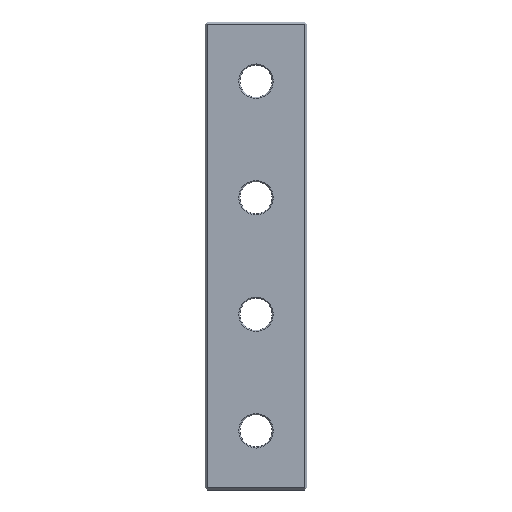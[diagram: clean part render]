
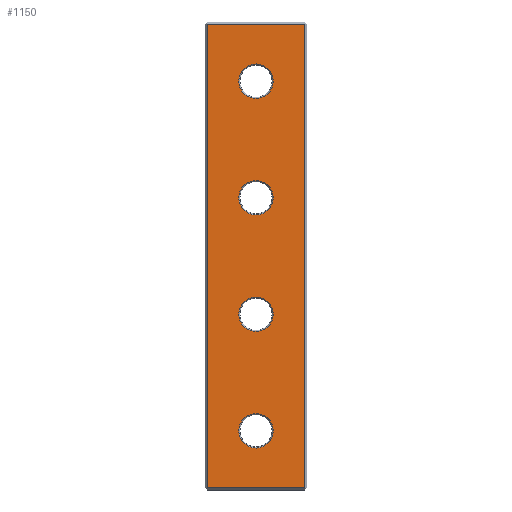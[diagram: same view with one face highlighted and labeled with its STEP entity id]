
A CAD part, front view. The second image highlights one B-rep face of the part: STEP entity #1150.
In plain terms, the highlighted planar face has unit normal (0, -1, 0).
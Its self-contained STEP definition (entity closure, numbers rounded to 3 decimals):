
#16 = CARTESIAN_POINT ( 'NONE',  ( 0., 0., -12.7 ) ) ;
#25 = VECTOR ( 'NONE', #251, 1000. ) ;
#58 = ORIENTED_EDGE ( 'NONE', *, *, #320, .T. ) ;
#67 = CARTESIAN_POINT ( 'NONE',  ( 0., 0., 38.1 ) ) ;
#77 = CARTESIAN_POINT ( 'NONE',  ( 0., 0., -34.35 ) ) ;
#85 = FACE_OUTER_BOUND ( 'NONE', #194, .T. ) ;
#97 = CIRCLE ( 'NONE', #339, 3.75 ) ;
#104 = VERTEX_POINT ( 'NONE', #238 ) ;
#140 = ORIENTED_EDGE ( 'NONE', *, *, #304, .T. ) ;
#160 = CIRCLE ( 'NONE', #813, 3.75 ) ;
#175 = CARTESIAN_POINT ( 'NONE',  ( -11.113, 0., -50.5 ) ) ;
#179 = DIRECTION ( 'NONE',  ( 1., 0., 0. ) ) ;
#194 = EDGE_LOOP ( 'NONE', ( #893, #269, #140, #757 ) ) ;
#203 = CIRCLE ( 'NONE', #990, 3.75 ) ;
#204 = DIRECTION ( 'NONE',  ( 0., 1., 0. ) ) ;
#218 = EDGE_CURVE ( 'NONE', #412, #957, #1322, .T. ) ;
#229 = EDGE_CURVE ( 'NONE', #537, #104, #1163, .T. ) ;
#236 = CARTESIAN_POINT ( 'NONE',  ( 0., 0., 16.45 ) ) ;
#237 = EDGE_CURVE ( 'NONE', #366, #1210, #928, .T. ) ;
#238 = CARTESIAN_POINT ( 'NONE',  ( 0., 0., 8.95 ) ) ;
#251 = DIRECTION ( 'NONE',  ( 0., 0., -1. ) ) ;
#256 = EDGE_CURVE ( 'NONE', #1262, #1240, #1272, .T. ) ;
#263 = CIRCLE ( 'NONE', #1166, 3.75 ) ;
#264 = EDGE_LOOP ( 'NONE', ( #328, #467 ) ) ;
#267 = DIRECTION ( 'NONE',  ( 0., 0., 1. ) ) ;
#269 = ORIENTED_EDGE ( 'NONE', *, *, #624, .T. ) ;
#275 = CARTESIAN_POINT ( 'NONE',  ( 0., 0., -8.95 ) ) ;
#286 = FACE_BOUND ( 'NONE', #492, .T. ) ;
#300 = VERTEX_POINT ( 'NONE', #275 ) ;
#304 = EDGE_CURVE ( 'NONE', #796, #412, #1122, .T. ) ;
#320 = EDGE_CURVE ( 'NONE', #599, #300, #495, .T. ) ;
#328 = ORIENTED_EDGE ( 'NONE', *, *, #732, .T. ) ;
#339 = AXIS2_PLACEMENT_3D ( 'NONE', #719, #1046, #941 ) ;
#344 = CARTESIAN_POINT ( 'NONE',  ( 0., 0., -16.45 ) ) ;
#353 = CARTESIAN_POINT ( 'NONE',  ( -10.613, 0., 51. ) ) ;
#366 = VERTEX_POINT ( 'NONE', #77 ) ;
#369 = DIRECTION ( 'NONE',  ( 0., 0., 1. ) ) ;
#382 = DIRECTION ( 'NONE',  ( 0., 1., 0. ) ) ;
#402 = DIRECTION ( 'NONE',  ( 0., 1., 0. ) ) ;
#412 = VERTEX_POINT ( 'NONE', #618 ) ;
#421 = CARTESIAN_POINT ( 'NONE',  ( 0., 0., 34.35 ) ) ;
#443 = CARTESIAN_POINT ( 'NONE',  ( 0., 0., -41.85 ) ) ;
#453 = AXIS2_PLACEMENT_3D ( 'NONE', #67, #1329, #1135 ) ;
#467 = ORIENTED_EDGE ( 'NONE', *, *, #237, .T. ) ;
#492 = EDGE_LOOP ( 'NONE', ( #58, #1364 ) ) ;
#494 = DIRECTION ( 'NONE',  ( 0., 0., 1. ) ) ;
#495 = CIRCLE ( 'NONE', #685, 3.75 ) ;
#504 = PLANE ( 'NONE',  #1192 ) ;
#524 = CARTESIAN_POINT ( 'NONE',  ( 0., 0., 41.85 ) ) ;
#537 = VERTEX_POINT ( 'NONE', #236 ) ;
#552 = LINE ( 'NONE', #644, #911 ) ;
#556 = EDGE_CURVE ( 'NONE', #957, #640, #552, .T. ) ;
#582 = CARTESIAN_POINT ( 'NONE',  ( 10.613, 0., 51. ) ) ;
#599 = VERTEX_POINT ( 'NONE', #344 ) ;
#618 = CARTESIAN_POINT ( 'NONE',  ( 10.613, 0., -50.5 ) ) ;
#624 = EDGE_CURVE ( 'NONE', #640, #796, #1306, .T. ) ;
#640 = VERTEX_POINT ( 'NONE', #1120 ) ;
#644 = CARTESIAN_POINT ( 'NONE',  ( -11.113, 0., 50.5 ) ) ;
#652 = EDGE_CURVE ( 'NONE', #104, #537, #160, .T. ) ;
#685 = AXIS2_PLACEMENT_3D ( 'NONE', #1333, #382, #697 ) ;
#695 = DIRECTION ( 'NONE',  ( 0., 1., 0. ) ) ;
#697 = DIRECTION ( 'NONE',  ( 0., 0., 1. ) ) ;
#698 = ORIENTED_EDGE ( 'NONE', *, *, #1186, .T. ) ;
#699 = CARTESIAN_POINT ( 'NONE',  ( 10.613, 0., 50.5 ) ) ;
#713 = DIRECTION ( 'NONE',  ( 0., 1., 0. ) ) ;
#719 = CARTESIAN_POINT ( 'NONE',  ( 0., 0., -38.1 ) ) ;
#732 = EDGE_CURVE ( 'NONE', #1210, #366, #97, .T. ) ;
#735 = EDGE_LOOP ( 'NONE', ( #1160, #698 ) ) ;
#747 = EDGE_LOOP ( 'NONE', ( #861, #1254 ) ) ;
#757 = ORIENTED_EDGE ( 'NONE', *, *, #218, .T. ) ;
#796 = VERTEX_POINT ( 'NONE', #1088 ) ;
#804 = DIRECTION ( 'NONE',  ( 0., 0., 1. ) ) ;
#810 = DIRECTION ( 'NONE',  ( 0., 1., 0. ) ) ;
#813 = AXIS2_PLACEMENT_3D ( 'NONE', #1039, #695, #267 ) ;
#828 = CARTESIAN_POINT ( 'NONE',  ( 0., 0., -38.1 ) ) ;
#860 = AXIS2_PLACEMENT_3D ( 'NONE', #1128, #810, #369 ) ;
#861 = ORIENTED_EDGE ( 'NONE', *, *, #652, .T. ) ;
#864 = DIRECTION ( 'NONE',  ( -1., 0., 0. ) ) ;
#866 = EDGE_CURVE ( 'NONE', #300, #599, #203, .T. ) ;
#893 = ORIENTED_EDGE ( 'NONE', *, *, #556, .T. ) ;
#911 = VECTOR ( 'NONE', #864, 1000. ) ;
#920 = FACE_BOUND ( 'NONE', #735, .T. ) ;
#928 = CIRCLE ( 'NONE', #1000, 3.75 ) ;
#941 = DIRECTION ( 'NONE',  ( 0., 0., 1. ) ) ;
#957 = VERTEX_POINT ( 'NONE', #699 ) ;
#990 = AXIS2_PLACEMENT_3D ( 'NONE', #16, #1265, #1185 ) ;
#1000 = AXIS2_PLACEMENT_3D ( 'NONE', #828, #713, #804 ) ;
#1034 = FACE_BOUND ( 'NONE', #747, .T. ) ;
#1039 = CARTESIAN_POINT ( 'NONE',  ( 0., 0., 12.7 ) ) ;
#1040 = FACE_BOUND ( 'NONE', #264, .T. ) ;
#1046 = DIRECTION ( 'NONE',  ( 0., 1., 0. ) ) ;
#1047 = DIRECTION ( 'NONE',  ( 1., 0., 0. ) ) ;
#1088 = CARTESIAN_POINT ( 'NONE',  ( -10.613, 0., -50.5 ) ) ;
#1090 = VECTOR ( 'NONE', #494, 1000. ) ;
#1102 = VECTOR ( 'NONE', #179, 1000. ) ;
#1120 = CARTESIAN_POINT ( 'NONE',  ( -10.613, 0., 50.5 ) ) ;
#1122 = LINE ( 'NONE', #175, #1102 ) ;
#1128 = CARTESIAN_POINT ( 'NONE',  ( 0., 0., 12.7 ) ) ;
#1135 = DIRECTION ( 'NONE',  ( 0., 0., 1. ) ) ;
#1150 = ADVANCED_FACE ( 'NONE', ( #920, #1040, #286, #1034, #85 ), #504, .F. ) ;
#1160 = ORIENTED_EDGE ( 'NONE', *, *, #256, .T. ) ;
#1163 = CIRCLE ( 'NONE', #860, 3.75 ) ;
#1166 = AXIS2_PLACEMENT_3D ( 'NONE', #1169, #204, #1270 ) ;
#1169 = CARTESIAN_POINT ( 'NONE',  ( 0., 0., 38.1 ) ) ;
#1185 = DIRECTION ( 'NONE',  ( 0., 0., 1. ) ) ;
#1186 = EDGE_CURVE ( 'NONE', #1240, #1262, #263, .T. ) ;
#1192 = AXIS2_PLACEMENT_3D ( 'NONE', #1356, #402, #1047 ) ;
#1210 = VERTEX_POINT ( 'NONE', #443 ) ;
#1240 = VERTEX_POINT ( 'NONE', #524 ) ;
#1254 = ORIENTED_EDGE ( 'NONE', *, *, #229, .T. ) ;
#1262 = VERTEX_POINT ( 'NONE', #421 ) ;
#1265 = DIRECTION ( 'NONE',  ( 0., 1., 0. ) ) ;
#1270 = DIRECTION ( 'NONE',  ( 0., 0., 1. ) ) ;
#1272 = CIRCLE ( 'NONE', #453, 3.75 ) ;
#1306 = LINE ( 'NONE', #353, #25 ) ;
#1322 = LINE ( 'NONE', #582, #1090 ) ;
#1329 = DIRECTION ( 'NONE',  ( 0., 1., 0. ) ) ;
#1333 = CARTESIAN_POINT ( 'NONE',  ( 0., 0., -12.7 ) ) ;
#1356 = CARTESIAN_POINT ( 'NONE',  ( -11.113, 0., 51. ) ) ;
#1364 = ORIENTED_EDGE ( 'NONE', *, *, #866, .T. ) ;
